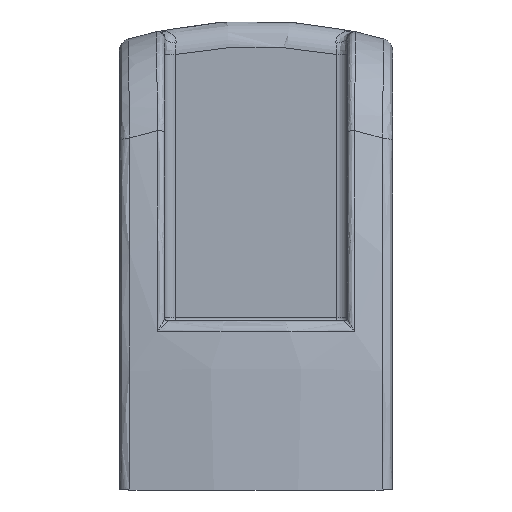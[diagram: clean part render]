
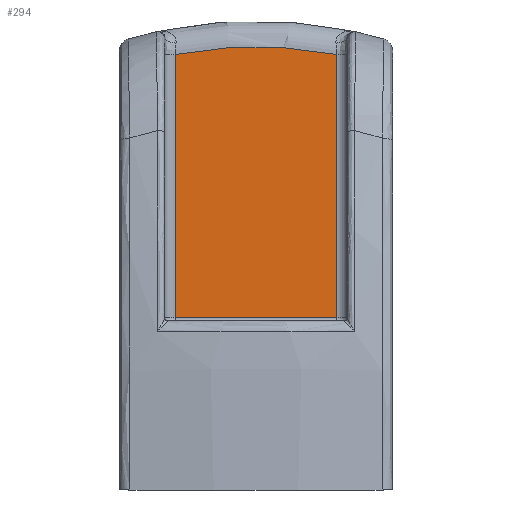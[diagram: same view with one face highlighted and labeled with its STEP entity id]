
A CAD part, left-side view. The second image highlights one B-rep face of the part: STEP entity #294.
In plain terms, the highlighted planar face has unit normal (-1, 0, 0).
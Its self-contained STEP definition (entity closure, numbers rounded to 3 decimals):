
#294 = ADVANCED_FACE( '', ( #660 ), #661, .T. );
#660 = FACE_OUTER_BOUND( '', #2983, .T. );
#661 = PLANE( '', #2984 );
#2983 = EDGE_LOOP( '', ( #5936, #5937, #5938, #5939 ) );
#2984 = AXIS2_PLACEMENT_3D( '', #5940, #5941, #5942 );
#5936 = ORIENTED_EDGE( '', *, *, #6852, .T. );
#5937 = ORIENTED_EDGE( '', *, *, #6853, .T. );
#5938 = ORIENTED_EDGE( '', *, *, #6854, .T. );
#5939 = ORIENTED_EDGE( '', *, *, #6840, .T. );
#5940 = CARTESIAN_POINT( '', ( -39.75, -7., 77.138 ) );
#5941 = DIRECTION( '', ( -1., 0., 0. ) );
#5942 = DIRECTION( '', ( 0., 0., 1. ) );
#6840 = EDGE_CURVE( '', #7390, #7492, #7494, .T. );
#6852 = EDGE_CURVE( '', #7492, #7479, #7509, .T. );
#6853 = EDGE_CURVE( '', #7479, #7408, #7510, .F. );
#6854 = EDGE_CURVE( '', #7408, #7390, #7511, .F. );
#7390 = VERTEX_POINT( '', #9485 );
#7408 = VERTEX_POINT( '', #9527 );
#7479 = VERTEX_POINT( '', #9891 );
#7492 = VERTEX_POINT( '', #9955 );
#7494 = CIRCLE( '', #9968, 33. );
#7509 = LINE( '', #10094, #10095 );
#7510 = LINE( '', #10096, #10097 );
#7511 = LINE( '', #10098, #10099 );
#9485 = CARTESIAN_POINT( '', ( -39.75, -6.2, 33.412 ) );
#9527 = CARTESIAN_POINT( '', ( -39.75, -6.2, 13.2 ) );
#9891 = CARTESIAN_POINT( '', ( -39.75, 6.2, 13.2 ) );
#9955 = CARTESIAN_POINT( '', ( -39.75, 6.2, 33.412 ) );
#9968 = AXIS2_PLACEMENT_3D( '', #11240, #11241, #11242 );
#10094 = CARTESIAN_POINT( '', ( -39.75, 6.2, 13. ) );
#10095 = VECTOR( '', #11252, 1000. );
#10096 = CARTESIAN_POINT( '', ( -39.75, -6.2, 13.2 ) );
#10097 = VECTOR( '', #11253, 1000. );
#10098 = CARTESIAN_POINT( '', ( -39.75, -6.2, 33.249 ) );
#10099 = VECTOR( '', #11254, 1000. );
#11240 = CARTESIAN_POINT( '', ( -39.75, 0., 1. ) );
#11241 = DIRECTION( '', ( -1., 0., 0. ) );
#11242 = DIRECTION( '', ( 0., 0., 1. ) );
#11252 = DIRECTION( '', ( 0., 0., -1. ) );
#11253 = DIRECTION( '', ( 0., 1., 0. ) );
#11254 = DIRECTION( '', ( 0., 0., -1. ) );
